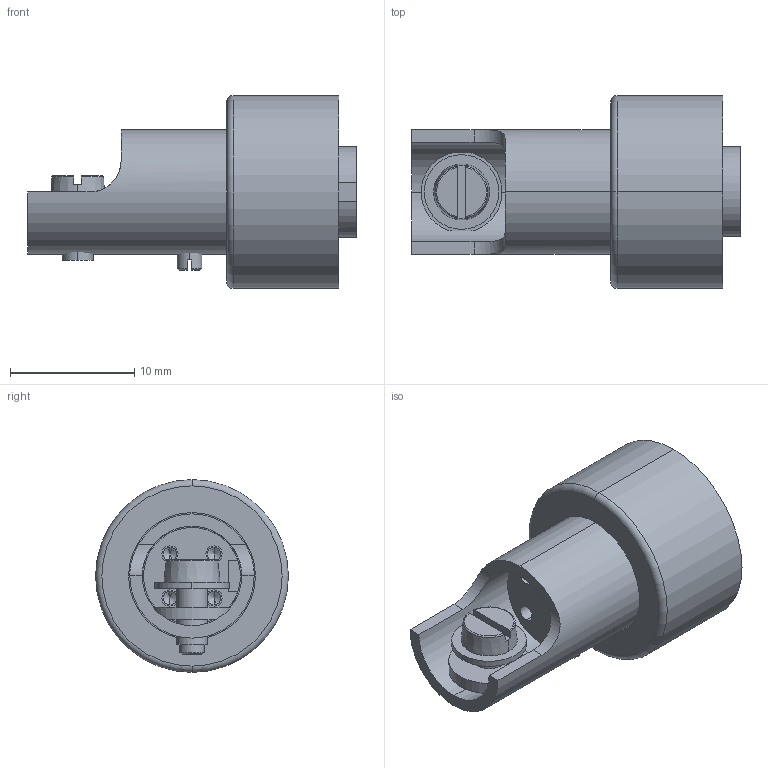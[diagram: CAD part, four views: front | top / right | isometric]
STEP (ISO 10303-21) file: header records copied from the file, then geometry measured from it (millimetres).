
FILE_DESCRIPTION (( 'STEP AP214' ), '1' );
FILE_NAME ('220-CON-M12X4-UHV.STEP', '2016-11-23T14:21:22', ( 'allectra' ), ( 'Microsoft' ), 'SwSTEP 2.0', 'SolidWorks 2014', '' );
FILE_SCHEMA (( 'AUTOMOTIVE_DESIGN' ));
Length unit declared in the file: millimetre
Products named in the file (22): ISO 7434 - M2 x 3-N_ISO 7434 - M2 x 3-N; 9220-PINF-A; 9220-CON-6,5x2,5-Viton; 9220-CON-M12-2; 9220-CON-M12x4-2; ISO 1207 - M2.5 x 5 --- 5N; 9220-CON-M12x4-1; ISO 7434 - M2 x 3-N; 9220-CON-M12-1; Washer DIN 125 - A 2.7; 220-CON-M12X4-UHV; Washer DIN 125 - A 2.7_Washer DIN 125 - A 2.7; ISO 1207 - M2.5 x 5 --- 5N_ISO 1207 - M2.5 x 5 --- 5N
Assembly tree (12 placements, depth 2):
  ISO 1207 - M2.5 x 5 --- 5N
  ISO 7434 - M2 x 3-N
  9220-PINF-A
  9220-PINF-A
  Washer DIN 125 - A 2.7
Bounding box: 26.4 x 15.5 x 15.5 mm (x, y, z)
Volume: 1975.1 mm3; surface area: 3495.4 mm2
Topology: 12 solids, 12 shells, 243 faces, 604 edges, 371 vertices
Faces by surface type: cylinder 122, plane 65, cone 52, torus 4
Entity records: 5758 total; most frequent: CARTESIAN_POINT 1210, DIRECTION 885, ORIENTED_EDGE 776, EDGE_CURVE 388, AXIS2_PLACEMENT_3D 358, VERTEX_POINT 242, EDGE_LOOP 196, CIRCLE 177
